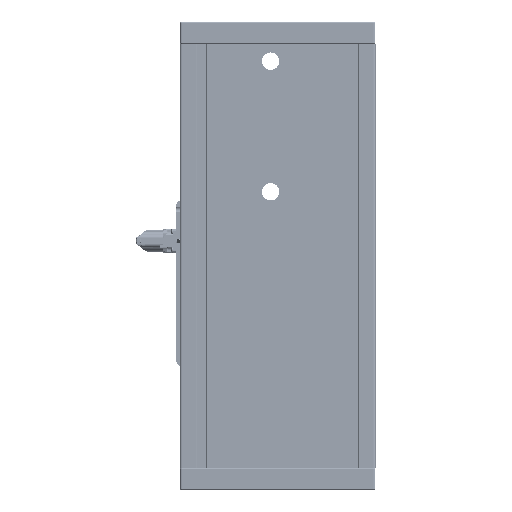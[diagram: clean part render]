
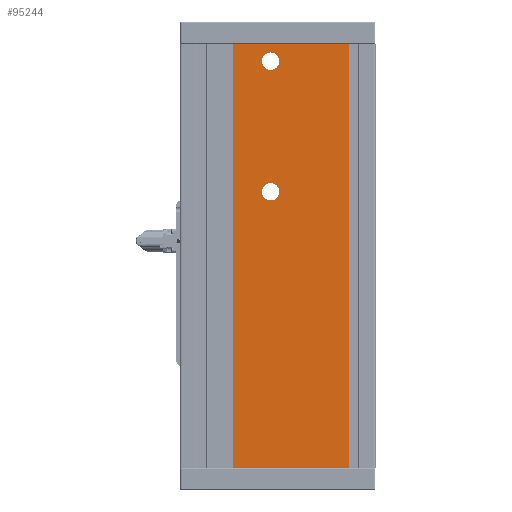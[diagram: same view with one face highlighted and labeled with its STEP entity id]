
A CAD part, left-side view. The second image highlights one B-rep face of the part: STEP entity #95244.
In plain terms, the highlighted planar face has unit normal (-1, 0, 0).
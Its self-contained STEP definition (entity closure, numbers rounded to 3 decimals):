
#45 = CIRCLE ( 'NONE', #90037, 8. ) ;
#4869 = PLANE ( 'NONE',  #144319 ) ;
#6077 = CARTESIAN_POINT ( 'NONE',  ( 0., 6.5, 254. ) ) ;
#7318 = VERTEX_POINT ( 'NONE', #188222 ) ;
#9982 = VERTEX_POINT ( 'NONE', #70529 ) ;
#11359 = AXIS2_PLACEMENT_3D ( 'NONE', #6077, #53560, #24484 ) ;
#24484 = DIRECTION ( 'NONE',  ( 0., 0., 1. ) ) ;
#26357 = EDGE_CURVE ( 'NONE', #94344, #27194, #62811, .T. ) ;
#27194 = VERTEX_POINT ( 'NONE', #178487 ) ;
#33952 = FACE_OUTER_BOUND ( 'NONE', #124854, .T. ) ;
#40083 = CARTESIAN_POINT ( 'NONE',  ( 0., 6.5, 382. ) ) ;
#48981 = VECTOR ( 'NONE', #139602, 1000. ) ;
#53560 = DIRECTION ( 'NONE',  ( -1., 0., 0. ) ) ;
#59942 = CARTESIAN_POINT ( 'NONE',  ( 0., 6.5, 374. ) ) ;
#62811 = LINE ( 'NONE', #122012, #177464 ) ;
#64042 = CARTESIAN_POINT ( 'NONE',  ( 0., -90., 390. ) ) ;
#70529 = CARTESIAN_POINT ( 'NONE',  ( 0., -65.4, 0. ) ) ;
#75640 = EDGE_LOOP ( 'NONE', ( #113534 ) ) ;
#76850 = EDGE_LOOP ( 'NONE', ( #179380 ) ) ;
#77357 = CARTESIAN_POINT ( 'NONE',  ( 0., 6.5, 262. ) ) ;
#81676 = VECTOR ( 'NONE', #92267, 1000. ) ;
#85790 = EDGE_CURVE ( 'NONE', #135691, #135691, #119826, .T. ) ;
#90037 = AXIS2_PLACEMENT_3D ( 'NONE', #59942, #167718, #182296 ) ;
#90346 = FACE_BOUND ( 'NONE', #75640, .T. ) ;
#92267 = DIRECTION ( 'NONE',  ( 0., 0., 1. ) ) ;
#94344 = VERTEX_POINT ( 'NONE', #166328 ) ;
#95244 = ADVANCED_FACE ( 'NONE', ( #166089, #90346, #33952 ), #4869, .F. ) ;
#100488 = DIRECTION ( 'NONE',  ( 0., -1., 0. ) ) ;
#105034 = ORIENTED_EDGE ( 'NONE', *, *, #109325, .T. ) ;
#107531 = DIRECTION ( 'NONE',  ( 0., -1., 0. ) ) ;
#109325 = EDGE_CURVE ( 'NONE', #9982, #27194, #167044, .T. ) ;
#113534 = ORIENTED_EDGE ( 'NONE', *, *, #85790, .F. ) ;
#113908 = VERTEX_POINT ( 'NONE', #40083 ) ;
#119826 = CIRCLE ( 'NONE', #11359, 8. ) ;
#122012 = CARTESIAN_POINT ( 'NONE',  ( 0., -90., 390. ) ) ;
#124854 = EDGE_LOOP ( 'NONE', ( #131746, #132412, #134667, #105034 ) ) ;
#131746 = ORIENTED_EDGE ( 'NONE', *, *, #26357, .F. ) ;
#132412 = ORIENTED_EDGE ( 'NONE', *, *, #158387, .F. ) ;
#134667 = ORIENTED_EDGE ( 'NONE', *, *, #150815, .T. ) ;
#135691 = VERTEX_POINT ( 'NONE', #77357 ) ;
#136936 = DIRECTION ( 'NONE',  ( 1., 0., 0. ) ) ;
#139602 = DIRECTION ( 'NONE',  ( 0., 0., 1. ) ) ;
#144272 = LINE ( 'NONE', #161732, #153109 ) ;
#144319 = AXIS2_PLACEMENT_3D ( 'NONE', #64042, #136936, #165124 ) ;
#145120 = LINE ( 'NONE', #169724, #48981 ) ;
#150815 = EDGE_CURVE ( 'NONE', #7318, #9982, #144272, .T. ) ;
#153109 = VECTOR ( 'NONE', #100488, 1000. ) ;
#158387 = EDGE_CURVE ( 'NONE', #7318, #94344, #145120, .T. ) ;
#161732 = CARTESIAN_POINT ( 'NONE',  ( 0., -90., 0. ) ) ;
#165124 = DIRECTION ( 'NONE',  ( 0., 0., -1. ) ) ;
#166079 = CARTESIAN_POINT ( 'NONE',  ( 0., -65.4, 390. ) ) ;
#166089 = FACE_BOUND ( 'NONE', #76850, .T. ) ;
#166328 = CARTESIAN_POINT ( 'NONE',  ( 0., 40.9, 390. ) ) ;
#167044 = LINE ( 'NONE', #166079, #81676 ) ;
#167718 = DIRECTION ( 'NONE',  ( -1., 0., 0. ) ) ;
#169724 = CARTESIAN_POINT ( 'NONE',  ( 0., 40.9, 0. ) ) ;
#172207 = EDGE_CURVE ( 'NONE', #113908, #113908, #45, .T. ) ;
#177464 = VECTOR ( 'NONE', #107531, 1000. ) ;
#178487 = CARTESIAN_POINT ( 'NONE',  ( 0., -65.4, 390. ) ) ;
#179380 = ORIENTED_EDGE ( 'NONE', *, *, #172207, .F. ) ;
#182296 = DIRECTION ( 'NONE',  ( 0., 0., 1. ) ) ;
#188222 = CARTESIAN_POINT ( 'NONE',  ( 0., 40.9, 0. ) ) ;
